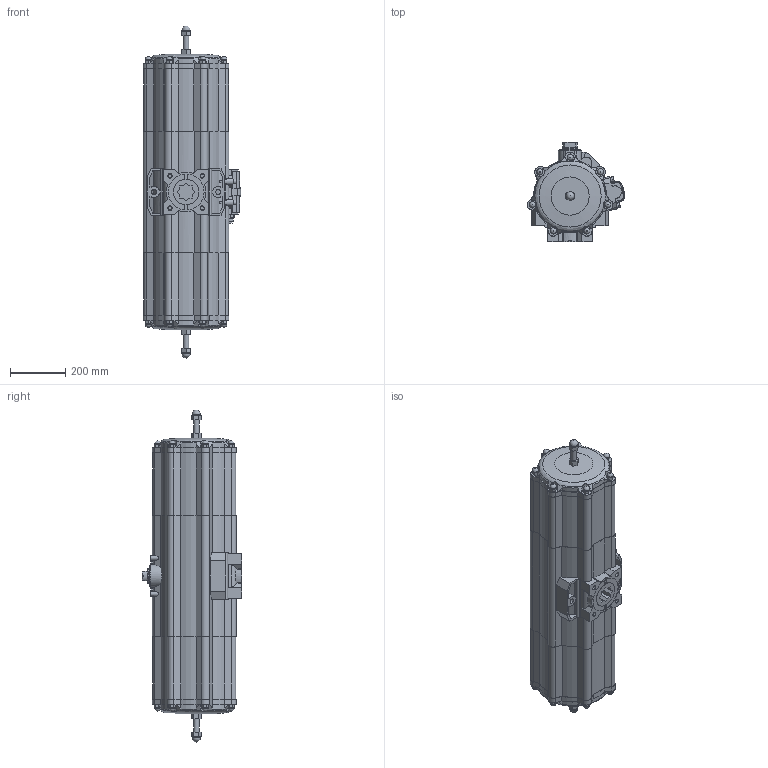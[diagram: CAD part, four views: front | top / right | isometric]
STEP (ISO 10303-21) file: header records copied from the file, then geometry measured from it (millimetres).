
FILE_DESCRIPTION(/* description */ ('STEP AP214'),/* implementation_level */ '2;1');
FILE_NAME(/* name */ '549696_DAPS-2880-090-RS4-F16',/* time_stamp */ '2024-08-14T14:46:33+02:00',/* author */ ('License CC BY-ND 4.0'),/* organization */ ('CADENAS'),/* preprocessor_version */ 'ST-DEVELOPER v19.3',/* originating_system */ 'PARTsolutions',/* authorisation */ ' ');
FILE_SCHEMA (('AUTOMOTIVE_DESIGN {1 0 10303 214 3 1 1}'));
Length unit declared in the file: millimetre
Products named in the file (3): 549696 DAPS-2880-090-RS4-F16---0; 549696 DAPS-2880-090-RS4-F16---(1); 549696 DAPS-2880-090-RS4-F16---(2)
Assembly tree (2 placements, depth 2):
  549696 DAPS-2880-090-RS4-F16---0
    549696 DAPS-2880-090-RS4-F16---(1)
    549696 DAPS-2880-090-RS4-F16---(2)
Bounding box: 352.69 x 359 x 1201 mm (x, y, z)
Volume: 62641900.8 mm3; surface area: 1494217.6 mm2
Topology: 2 solids, 2 shells, 913 faces, 2406 edges, 1556 vertices
Faces by surface type: plane 610, cylinder 250, cone 34, torus 17, sphere 2
Full cylindrical faces by diameter (mm): 4.134 x4, 4.917 x5, 13.835 x4, 14.95 x2, 17.5 x2, 18 x4, 20 x2, 22 x14, 27 x1, 30 x3, 56 x1, 61.3 x1, 75 x2, 92 x2
Entity records: 27861 total; most frequent: CARTESIAN_POINT 5345, DIRECTION 4672, ORIENTED_EDGE 4594, EDGE_CURVE 2297, AXIS2_PLACEMENT_3D 1574, VERTEX_POINT 1534, LINE 1524, VECTOR 1524
